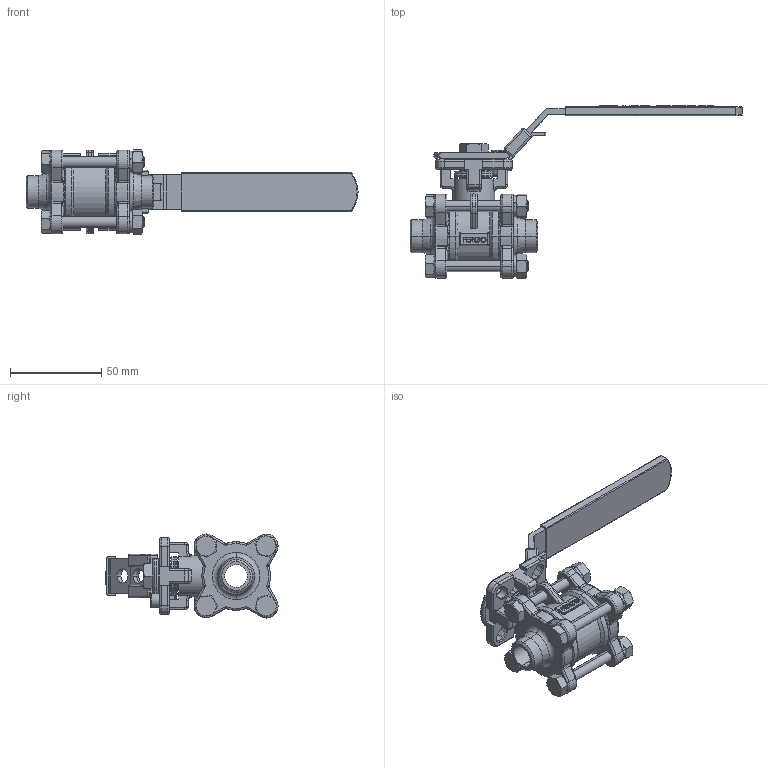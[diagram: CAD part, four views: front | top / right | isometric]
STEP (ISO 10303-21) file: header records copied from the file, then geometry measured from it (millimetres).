
FILE_DESCRIPTION (( 'STEP AP214' ), '1' );
FILE_NAME ('KH154-DN10PN63SE1-4408.STEP', '2020-12-17T07:55:18', ( '' ), ( '' ), 'SwSTEP 2.0', 'SolidWorks 2019', '' );
FILE_SCHEMA (( 'AUTOMOTIVE_DESIGN' ));
Length unit declared in the file: millimetre
Products named in the file (1): KH154-DN10PN63SE1-4408
Bounding box: 182 x 94.45 x 46.08 mm (x, y, z)
Surface area: 39410.8 mm2 (no closed solid volume)
Topology: 0 solids, 15 shells, 1386 faces, 3625 edges, 2276 vertices
Faces by surface type: plane 584, cylinder 336, bspline 227, cone 126, torus 103, sphere 10
Entity records: 68635 total; most frequent: CARTESIAN_POINT 36329, ORIENTED_EDGE 7194, DIRECTION 5949, EDGE_CURVE 3599, VERTEX_POINT 2276, AXIS2_PLACEMENT_3D 2049, LINE 1851, VECTOR 1851
